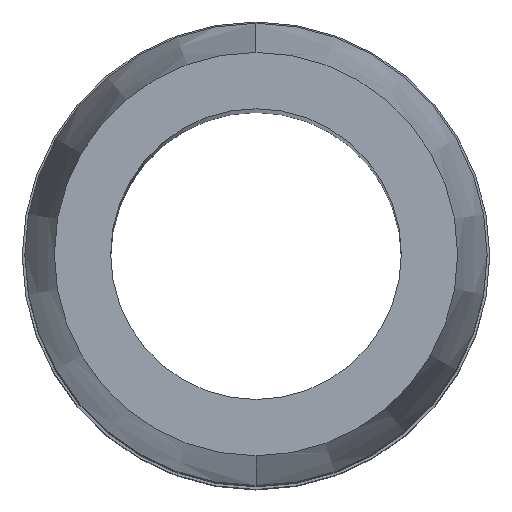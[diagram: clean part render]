
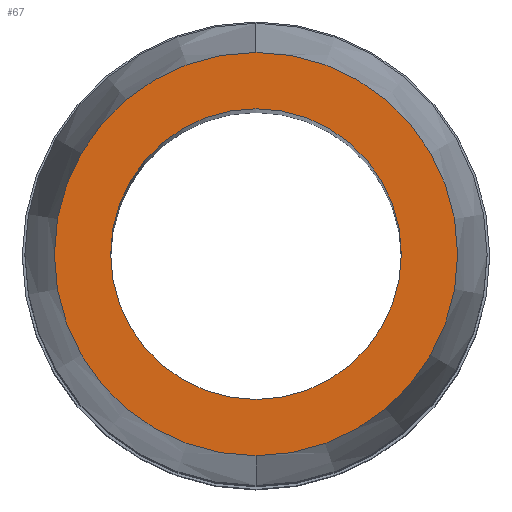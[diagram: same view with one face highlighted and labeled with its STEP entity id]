
A CAD part, top view. The second image highlights one B-rep face of the part: STEP entity #67.
In plain terms, the highlighted planar face has unit normal (0, 0, 1).
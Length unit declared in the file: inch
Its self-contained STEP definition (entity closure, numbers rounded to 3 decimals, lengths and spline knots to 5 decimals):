
#5 = VERTEX_POINT ( 'NONE', #1104 ) ;
#19 = DIRECTION ( 'NONE',  ( 0., 1., 0. ) ) ;
#51 = AXIS2_PLACEMENT_3D ( 'NONE', #394, #1024, #492 ) ;
#52 = CARTESIAN_POINT ( 'NONE',  ( -0.111, 0., 0.835 ) ) ;
#55 = FACE_OUTER_BOUND ( 'NONE', #126, .T. ) ;
#67 = ADVANCED_FACE ( 'NONE', ( #987, #55 ), #208, .T. ) ;
#79 = CARTESIAN_POINT ( 'NONE',  ( 0., -0.154, 0.835 ) ) ;
#89 = EDGE_CURVE ( 'NONE', #584, #858, #258, .T. ) ;
#126 = EDGE_LOOP ( 'NONE', ( #312, #556 ) ) ;
#145 = DIRECTION ( 'NONE',  ( 0., 0., 1. ) ) ;
#175 = CIRCLE ( 'NONE', #1147, 0.154 ) ;
#186 = CARTESIAN_POINT ( 'NONE',  ( 0.111, 0., 0.835 ) ) ;
#188 = CIRCLE ( 'NONE', #764, 0.154 ) ;
#208 = PLANE ( 'NONE',  #270 ) ;
#258 = CIRCLE ( 'NONE', #51, 0.111 ) ;
#270 = AXIS2_PLACEMENT_3D ( 'NONE', #389, #1021, #487 ) ;
#312 = ORIENTED_EDGE ( 'NONE', *, *, #1092, .F. ) ;
#338 = ORIENTED_EDGE ( 'NONE', *, *, #593, .F. ) ;
#346 = EDGE_CURVE ( 'NONE', #5, #715, #188, .T. ) ;
#373 = DIRECTION ( 'NONE',  ( 0., 0., -1. ) ) ;
#389 = CARTESIAN_POINT ( 'NONE',  ( 0., 0., 0.835 ) ) ;
#394 = CARTESIAN_POINT ( 'NONE',  ( 0., 0., 0.835 ) ) ;
#454 = EDGE_LOOP ( 'NONE', ( #338, #1034 ) ) ;
#479 = AXIS2_PLACEMENT_3D ( 'NONE', #692, #145, #785 ) ;
#487 = DIRECTION ( 'NONE',  ( 1., 0., 0. ) ) ;
#492 = DIRECTION ( 'NONE',  ( 1., 0., 0. ) ) ;
#556 = ORIENTED_EDGE ( 'NONE', *, *, #346, .F. ) ;
#562 = DIRECTION ( 'NONE',  ( 0., 0., -1. ) ) ;
#584 = VERTEX_POINT ( 'NONE', #52 ) ;
#593 = EDGE_CURVE ( 'NONE', #858, #584, #894, .T. ) ;
#692 = CARTESIAN_POINT ( 'NONE',  ( 0., 0., 0.835 ) ) ;
#715 = VERTEX_POINT ( 'NONE', #79 ) ;
#764 = AXIS2_PLACEMENT_3D ( 'NONE', #917, #373, #1008 ) ;
#785 = DIRECTION ( 'NONE',  ( 1., 0., 0. ) ) ;
#858 = VERTEX_POINT ( 'NONE', #186 ) ;
#894 = CIRCLE ( 'NONE', #479, 0.111 ) ;
#917 = CARTESIAN_POINT ( 'NONE',  ( 0., 0., 0.835 ) ) ;
#987 = FACE_BOUND ( 'NONE', #454, .T. ) ;
#1008 = DIRECTION ( 'NONE',  ( 0., 1., 0. ) ) ;
#1021 = DIRECTION ( 'NONE',  ( 0., 0., 1. ) ) ;
#1024 = DIRECTION ( 'NONE',  ( 0., 0., 1. ) ) ;
#1034 = ORIENTED_EDGE ( 'NONE', *, *, #89, .F. ) ;
#1092 = EDGE_CURVE ( 'NONE', #715, #5, #175, .T. ) ;
#1096 = CARTESIAN_POINT ( 'NONE',  ( 0., 0., 0.835 ) ) ;
#1104 = CARTESIAN_POINT ( 'NONE',  ( 0., 0.154, 0.835 ) ) ;
#1147 = AXIS2_PLACEMENT_3D ( 'NONE', #1096, #562, #19 ) ;
